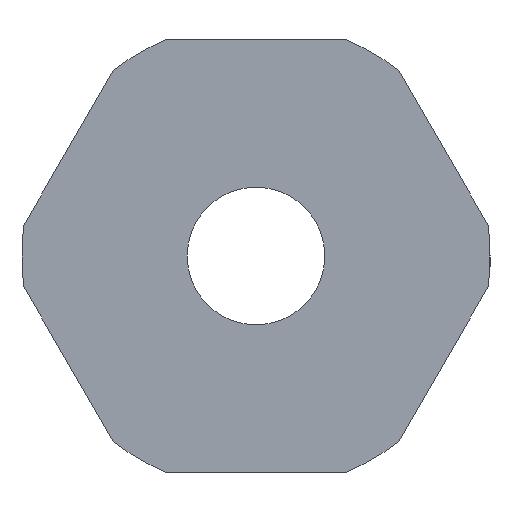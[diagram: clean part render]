
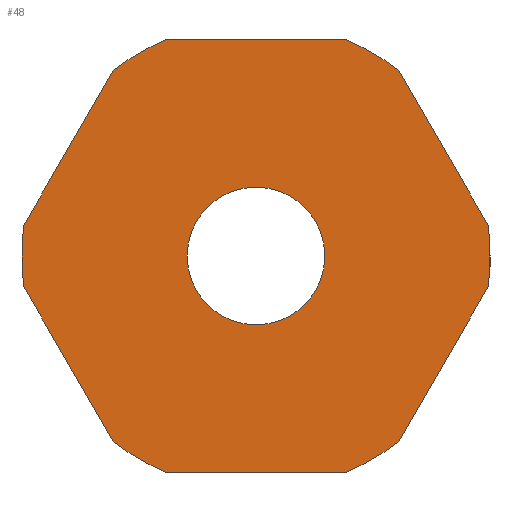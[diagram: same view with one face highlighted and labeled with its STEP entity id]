
A CAD part, left-side view. The second image highlights one B-rep face of the part: STEP entity #48.
In plain terms, the highlighted planar face has unit normal (-1, 0, 0).
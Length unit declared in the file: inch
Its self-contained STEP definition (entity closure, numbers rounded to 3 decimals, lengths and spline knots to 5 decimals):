
#7 = CARTESIAN_POINT ( 'NONE',  ( -1.9375, 0., -0.0795 ) ) ;
#12 = VERTEX_POINT ( 'NONE', #762 ) ;
#24 = FACE_OUTER_BOUND ( 'NONE', #210, .T. ) ;
#32 = CARTESIAN_POINT ( 'NONE',  ( -1.9375, 0., -0.25 ) ) ;
#43 = VECTOR ( 'NONE', #250, 39.37008 ) ;
#46 = CARTESIAN_POINT ( 'NONE',  ( -1.9375, 0., 0. ) ) ;
#48 = ADVANCED_FACE ( 'NONE', ( #361, #24 ), #294, .F. ) ;
#58 = CARTESIAN_POINT ( 'NONE',  ( -1.9375, 0.16489, 0.2144 ) ) ;
#60 = CARTESIAN_POINT ( 'NONE',  ( -1.9375, 0., 0. ) ) ;
#70 = VERTEX_POINT ( 'NONE', #521 ) ;
#77 = VERTEX_POINT ( 'NONE', #846 ) ;
#85 = EDGE_CURVE ( 'NONE', #70, #572, #248, .T. ) ;
#87 = VERTEX_POINT ( 'NONE', #207 ) ;
#94 = CARTESIAN_POINT ( 'NONE',  ( -1.9375, 0.16489, -0.2144 ) ) ;
#98 = VECTOR ( 'NONE', #165, 39.37008 ) ;
#105 = EDGE_CURVE ( 'NONE', #869, #356, #721, .T. ) ;
#107 = LINE ( 'NONE', #707, #98 ) ;
#111 = DIRECTION ( 'NONE',  ( 0., 0., -1. ) ) ;
#113 = LINE ( 'NONE', #844, #595 ) ;
#116 = CIRCLE ( 'NONE', #231, 0.27047 ) ;
#118 = DIRECTION ( 'NONE',  ( 1., 0., 0. ) ) ;
#153 = CARTESIAN_POINT ( 'NONE',  ( -1.9375, 0., 0. ) ) ;
#155 = EDGE_CURVE ( 'NONE', #568, #827, #116, .T. ) ;
#157 = DIRECTION ( 'NONE',  ( 0., 0., -1. ) ) ;
#159 = VECTOR ( 'NONE', #786, 39.37008 ) ;
#164 = DIRECTION ( 'NONE',  ( 0., 0., -1. ) ) ;
#165 = DIRECTION ( 'NONE',  ( 0., -0.5, -0.866 ) ) ;
#171 = AXIS2_PLACEMENT_3D ( 'NONE', #570, #784, #838 ) ;
#176 = EDGE_LOOP ( 'NONE', ( #275, #404 ) ) ;
#180 = ORIENTED_EDGE ( 'NONE', *, *, #221, .F. ) ;
#181 = DIRECTION ( 'NONE',  ( 0., 0., -1. ) ) ;
#203 = DIRECTION ( 'NONE',  ( 1., 0., 0. ) ) ;
#207 = CARTESIAN_POINT ( 'NONE',  ( -1.9375, 0.26812, -0.0356 ) ) ;
#209 = CARTESIAN_POINT ( 'NONE',  ( -1.9375, 0., 0.0795 ) ) ;
#210 = EDGE_LOOP ( 'NONE', ( #563, #180, #466, #606, #680, #771, #759, #631, #787, #288, #773, #757 ) ) ;
#221 = EDGE_CURVE ( 'NONE', #456, #77, #676, .T. ) ;
#222 = DIRECTION ( 'NONE',  ( 1., 0., 0. ) ) ;
#231 = AXIS2_PLACEMENT_3D ( 'NONE', #60, #203, #293 ) ;
#248 = CIRCLE ( 'NONE', #298, 0.27047 ) ;
#250 = DIRECTION ( 'NONE',  ( 0., 1., 0. ) ) ;
#263 = AXIS2_PLACEMENT_3D ( 'NONE', #153, #625, #742 ) ;
#275 = ORIENTED_EDGE ( 'NONE', *, *, #105, .F. ) ;
#286 = EDGE_CURVE ( 'NONE', #12, #800, #113, .T. ) ;
#288 = ORIENTED_EDGE ( 'NONE', *, *, #736, .F. ) ;
#293 = DIRECTION ( 'NONE',  ( 0., 0., -1. ) ) ;
#294 = PLANE ( 'NONE',  #556 ) ;
#298 = AXIS2_PLACEMENT_3D ( 'NONE', #452, #714, #111 ) ;
#299 = CIRCLE ( 'NONE', #409, 0.27047 ) ;
#302 = VERTEX_POINT ( 'NONE', #660 ) ;
#336 = DIRECTION ( 'NONE',  ( 0., -1., 0. ) ) ;
#346 = EDGE_CURVE ( 'NONE', #478, #568, #756, .T. ) ;
#348 = EDGE_CURVE ( 'NONE', #356, #869, #640, .T. ) ;
#356 = VERTEX_POINT ( 'NONE', #7 ) ;
#361 = FACE_BOUND ( 'NONE', #176, .T. ) ;
#389 = EDGE_CURVE ( 'NONE', #623, #456, #562, .T. ) ;
#402 = EDGE_CURVE ( 'NONE', #302, #623, #299, .T. ) ;
#404 = ORIENTED_EDGE ( 'NONE', *, *, #348, .F. ) ;
#409 = AXIS2_PLACEMENT_3D ( 'NONE', #828, #222, #157 ) ;
#430 = EDGE_CURVE ( 'NONE', #827, #302, #107, .T. ) ;
#441 = CIRCLE ( 'NONE', #761, 0.27047 ) ;
#450 = EDGE_CURVE ( 'NONE', #800, #478, #705, .T. ) ;
#452 = CARTESIAN_POINT ( 'NONE',  ( -1.9375, 0., 0. ) ) ;
#456 = VERTEX_POINT ( 'NONE', #702 ) ;
#459 = DIRECTION ( 'NONE',  ( 0., 0., -1. ) ) ;
#462 = EDGE_CURVE ( 'NONE', #77, #70, #639, .T. ) ;
#466 = ORIENTED_EDGE ( 'NONE', *, *, #389, .F. ) ;
#478 = VERTEX_POINT ( 'NONE', #772 ) ;
#486 = VECTOR ( 'NONE', #695, 39.37008 ) ;
#506 = CARTESIAN_POINT ( 'NONE',  ( -1.9375, -0.10322, 0.25 ) ) ;
#521 = CARTESIAN_POINT ( 'NONE',  ( -1.9375, 0.10322, -0.25 ) ) ;
#525 = LINE ( 'NONE', #539, #159 ) ;
#528 = DIRECTION ( 'NONE',  ( 1., 0., 0. ) ) ;
#539 = CARTESIAN_POINT ( 'NONE',  ( -1.9375, 0.21651, -0.125 ) ) ;
#556 = AXIS2_PLACEMENT_3D ( 'NONE', #836, #769, #164 ) ;
#562 = LINE ( 'NONE', #820, #486 ) ;
#563 = ORIENTED_EDGE ( 'NONE', *, *, #462, .F. ) ;
#568 = VERTEX_POINT ( 'NONE', #506 ) ;
#570 = CARTESIAN_POINT ( 'NONE',  ( -1.9375, 0., 0. ) ) ;
#572 = VERTEX_POINT ( 'NONE', #94 ) ;
#595 = VECTOR ( 'NONE', #656, 39.37008 ) ;
#604 = CARTESIAN_POINT ( 'NONE',  ( -1.9375, 0., 0. ) ) ;
#605 = AXIS2_PLACEMENT_3D ( 'NONE', #604, #618, #870 ) ;
#606 = ORIENTED_EDGE ( 'NONE', *, *, #402, .F. ) ;
#618 = DIRECTION ( 'NONE',  ( -1., 0., 0. ) ) ;
#623 = VERTEX_POINT ( 'NONE', #790 ) ;
#625 = DIRECTION ( 'NONE',  ( -1., 0., 0. ) ) ;
#631 = ORIENTED_EDGE ( 'NONE', *, *, #450, .F. ) ;
#639 = LINE ( 'NONE', #32, #43 ) ;
#640 = CIRCLE ( 'NONE', #263, 0.0795 ) ;
#656 = DIRECTION ( 'NONE',  ( 0., -0.5, 0.866 ) ) ;
#660 = CARTESIAN_POINT ( 'NONE',  ( -1.9375, -0.26812, 0.0356 ) ) ;
#676 = CIRCLE ( 'NONE', #849, 0.27047 ) ;
#680 = ORIENTED_EDGE ( 'NONE', *, *, #430, .F. ) ;
#686 = CARTESIAN_POINT ( 'NONE',  ( -1.9375, -0.16489, 0.2144 ) ) ;
#695 = DIRECTION ( 'NONE',  ( 0., 0.5, -0.866 ) ) ;
#702 = CARTESIAN_POINT ( 'NONE',  ( -1.9375, -0.16489, -0.2144 ) ) ;
#705 = CIRCLE ( 'NONE', #171, 0.27047 ) ;
#707 = CARTESIAN_POINT ( 'NONE',  ( -1.9375, -0.21651, 0.125 ) ) ;
#709 = VECTOR ( 'NONE', #336, 39.37008 ) ;
#714 = DIRECTION ( 'NONE',  ( 1., 0., 0. ) ) ;
#717 = EDGE_CURVE ( 'NONE', #572, #87, #525, .T. ) ;
#721 = CIRCLE ( 'NONE', #605, 0.0795 ) ;
#726 = CARTESIAN_POINT ( 'NONE',  ( -1.9375, 0., 0. ) ) ;
#736 = EDGE_CURVE ( 'NONE', #87, #12, #441, .T. ) ;
#742 = DIRECTION ( 'NONE',  ( 0., 0., 1. ) ) ;
#756 = LINE ( 'NONE', #765, #709 ) ;
#757 = ORIENTED_EDGE ( 'NONE', *, *, #85, .F. ) ;
#759 = ORIENTED_EDGE ( 'NONE', *, *, #346, .F. ) ;
#761 = AXIS2_PLACEMENT_3D ( 'NONE', #726, #118, #181 ) ;
#762 = CARTESIAN_POINT ( 'NONE',  ( -1.9375, 0.26812, 0.0356 ) ) ;
#765 = CARTESIAN_POINT ( 'NONE',  ( -1.9375, 0., 0.25 ) ) ;
#769 = DIRECTION ( 'NONE',  ( 1., 0., 0. ) ) ;
#771 = ORIENTED_EDGE ( 'NONE', *, *, #155, .F. ) ;
#772 = CARTESIAN_POINT ( 'NONE',  ( -1.9375, 0.10322, 0.25 ) ) ;
#773 = ORIENTED_EDGE ( 'NONE', *, *, #717, .F. ) ;
#784 = DIRECTION ( 'NONE',  ( 1., 0., 0. ) ) ;
#786 = DIRECTION ( 'NONE',  ( 0., 0.5, 0.866 ) ) ;
#787 = ORIENTED_EDGE ( 'NONE', *, *, #286, .F. ) ;
#790 = CARTESIAN_POINT ( 'NONE',  ( -1.9375, -0.26812, -0.0356 ) ) ;
#800 = VERTEX_POINT ( 'NONE', #58 ) ;
#820 = CARTESIAN_POINT ( 'NONE',  ( -1.9375, -0.21651, -0.125 ) ) ;
#827 = VERTEX_POINT ( 'NONE', #686 ) ;
#828 = CARTESIAN_POINT ( 'NONE',  ( -1.9375, 0., 0. ) ) ;
#836 = CARTESIAN_POINT ( 'NONE',  ( -1.9375, 0., 0. ) ) ;
#838 = DIRECTION ( 'NONE',  ( 0., 0., -1. ) ) ;
#844 = CARTESIAN_POINT ( 'NONE',  ( -1.9375, 0.21651, 0.125 ) ) ;
#846 = CARTESIAN_POINT ( 'NONE',  ( -1.9375, -0.10322, -0.25 ) ) ;
#849 = AXIS2_PLACEMENT_3D ( 'NONE', #46, #528, #459 ) ;
#869 = VERTEX_POINT ( 'NONE', #209 ) ;
#870 = DIRECTION ( 'NONE',  ( 0., 0., 1. ) ) ;
